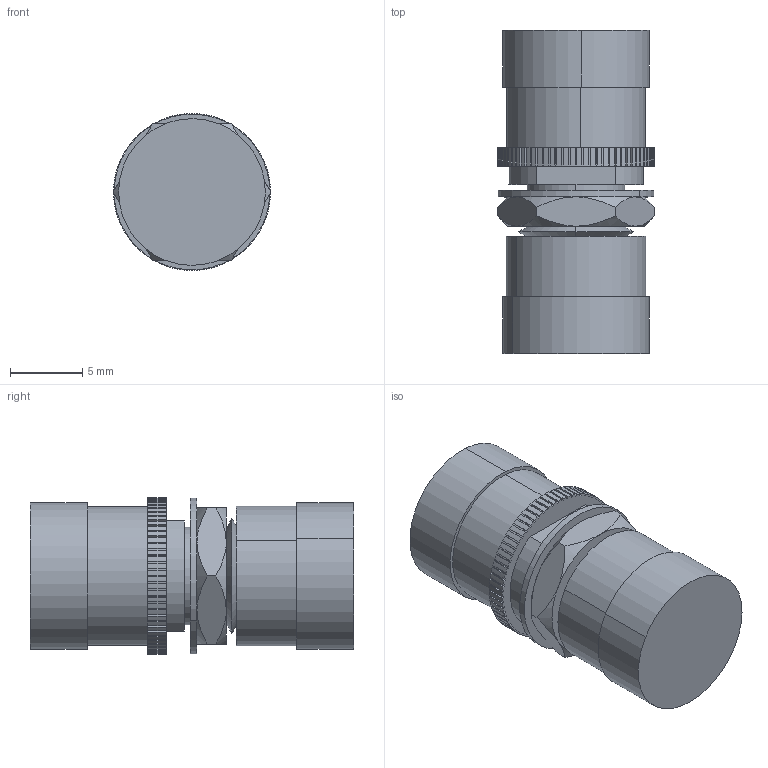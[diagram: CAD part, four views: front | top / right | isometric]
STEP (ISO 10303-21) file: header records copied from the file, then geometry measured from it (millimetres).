
FILE_DESCRIPTION (( 'STEP AP203' ), '1' );
FILE_NAME ('FOA-033.STEP', '2006-06-30T18:47:17', ( ' ' ), ( ' ' ), 'SwSTEP 2.0', 'SolidWorks 2005354', '' );
FILE_SCHEMA (( 'CONFIG_CONTROL_DESIGN' ));
Length unit declared in the file: inch
Products named in the file (5): 3AA02-003; 3AA03-003; 3AB09-003; FOA-033
Assembly tree (5 placements, depth 2):
  FOA-033
    3AA03-003
    3AB09-003  x2
    3AA02-003
    FOA-033
Bounding box: 10.91 x 22.38 x 10.87 mm (x, y, z)
Volume: 1031.5 mm3; surface area: 2668.1 mm2
Topology: 5 solids, 5 shells, 418 faces, 1163 edges, 764 vertices
Faces by surface type: plane 249, cylinder 110, cone 59
Entity records: 13847 total; most frequent: CARTESIAN_POINT 2641, ORIENTED_EDGE 2290, DIRECTION 2174, EDGE_CURVE 1145, VECTOR 804, LINE 804, VERTEX_POINT 752, AXIS2_PLACEMENT_3D 685
